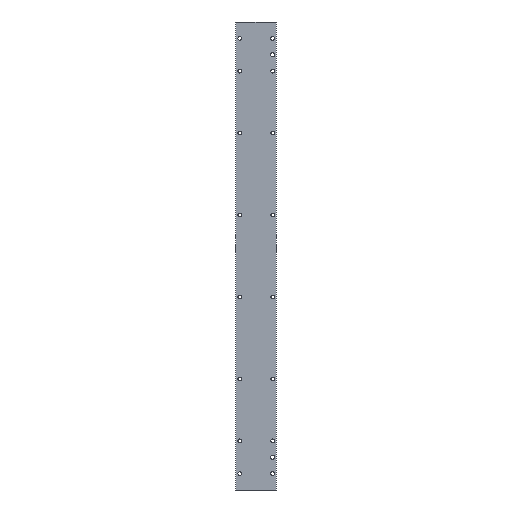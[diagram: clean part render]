
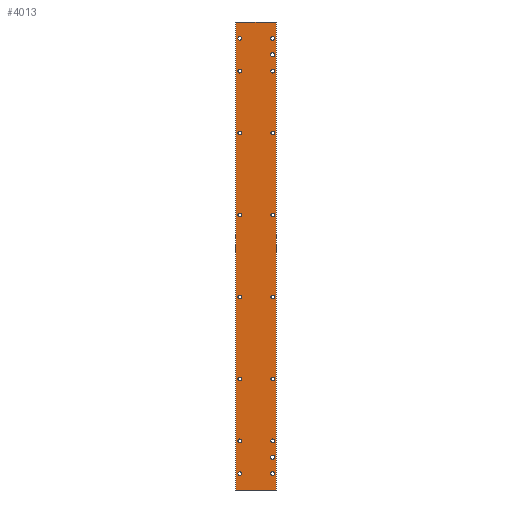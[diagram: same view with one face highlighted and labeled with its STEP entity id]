
A CAD part, left-side view. The second image highlights one B-rep face of the part: STEP entity #4013.
In plain terms, the highlighted planar face has unit normal (-1, 0, 0).
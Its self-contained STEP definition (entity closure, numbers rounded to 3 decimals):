
#109=CIRCLE('',#4330,2.25);
#110=CIRCLE('',#4331,2.25);
#111=CIRCLE('',#4332,2.25);
#112=CIRCLE('',#4333,2.25);
#113=CIRCLE('',#4334,2.25);
#114=CIRCLE('',#4335,2.25);
#115=CIRCLE('',#4336,2.25);
#116=CIRCLE('',#4337,2.25);
#117=CIRCLE('',#4338,2.25);
#118=CIRCLE('',#4339,2.25);
#119=CIRCLE('',#4340,2.25);
#120=CIRCLE('',#4341,2.25);
#121=CIRCLE('',#4342,2.25);
#122=CIRCLE('',#4343,2.25);
#123=CIRCLE('',#4344,2.25);
#124=CIRCLE('',#4345,2.25);
#125=CIRCLE('',#4346,2.5);
#126=CIRCLE('',#4347,2.5);
#822=ORIENTED_EDGE('',*,*,#1884,.T.);
#823=ORIENTED_EDGE('',*,*,#1885,.T.);
#824=ORIENTED_EDGE('',*,*,#1886,.T.);
#825=ORIENTED_EDGE('',*,*,#1887,.T.);
#826=ORIENTED_EDGE('',*,*,#1888,.F.);
#827=ORIENTED_EDGE('',*,*,#1889,.F.);
#828=ORIENTED_EDGE('',*,*,#1890,.T.);
#829=ORIENTED_EDGE('',*,*,#1891,.T.);
#830=ORIENTED_EDGE('',*,*,#1892,.T.);
#831=ORIENTED_EDGE('',*,*,#1893,.T.);
#832=ORIENTED_EDGE('',*,*,#1894,.T.);
#833=ORIENTED_EDGE('',*,*,#1895,.T.);
#834=ORIENTED_EDGE('',*,*,#1896,.T.);
#835=ORIENTED_EDGE('',*,*,#1897,.T.);
#836=ORIENTED_EDGE('',*,*,#1898,.T.);
#837=ORIENTED_EDGE('',*,*,#1899,.T.);
#838=ORIENTED_EDGE('',*,*,#1900,.T.);
#839=ORIENTED_EDGE('',*,*,#1901,.T.);
#840=ORIENTED_EDGE('',*,*,#1902,.T.);
#841=ORIENTED_EDGE('',*,*,#1903,.F.);
#842=ORIENTED_EDGE('',*,*,#1904,.F.);
#843=ORIENTED_EDGE('',*,*,#1882,.T.);
#1882=EDGE_CURVE('',#2359,#2358,#2754,.T.);
#1884=EDGE_CURVE('',#2360,#2360,#109,.T.);
#1885=EDGE_CURVE('',#2361,#2361,#110,.T.);
#1886=EDGE_CURVE('',#2362,#2362,#111,.T.);
#1887=EDGE_CURVE('',#2363,#2363,#112,.T.);
#1888=EDGE_CURVE('',#2364,#2364,#113,.T.);
#1889=EDGE_CURVE('',#2365,#2365,#114,.T.);
#1890=EDGE_CURVE('',#2366,#2366,#115,.T.);
#1891=EDGE_CURVE('',#2367,#2367,#116,.T.);
#1892=EDGE_CURVE('',#2368,#2368,#117,.T.);
#1893=EDGE_CURVE('',#2369,#2369,#118,.T.);
#1894=EDGE_CURVE('',#2370,#2370,#119,.T.);
#1895=EDGE_CURVE('',#2371,#2371,#120,.T.);
#1896=EDGE_CURVE('',#2372,#2372,#121,.T.);
#1897=EDGE_CURVE('',#2373,#2373,#122,.T.);
#1898=EDGE_CURVE('',#2374,#2374,#123,.T.);
#1899=EDGE_CURVE('',#2375,#2375,#124,.T.);
#1900=EDGE_CURVE('',#2376,#2376,#125,.T.);
#1901=EDGE_CURVE('',#2377,#2377,#126,.T.);
#1902=EDGE_CURVE('',#2358,#2378,#2755,.T.);
#1903=EDGE_CURVE('',#2379,#2378,#2756,.T.);
#1904=EDGE_CURVE('',#2359,#2379,#2757,.T.);
#2358=VERTEX_POINT('',#6589);
#2359=VERTEX_POINT('',#6591);
#2360=VERTEX_POINT('',#6595);
#2361=VERTEX_POINT('',#6597);
#2362=VERTEX_POINT('',#6599);
#2363=VERTEX_POINT('',#6601);
#2364=VERTEX_POINT('',#6603);
#2365=VERTEX_POINT('',#6605);
#2366=VERTEX_POINT('',#6607);
#2367=VERTEX_POINT('',#6609);
#2368=VERTEX_POINT('',#6611);
#2369=VERTEX_POINT('',#6613);
#2370=VERTEX_POINT('',#6615);
#2371=VERTEX_POINT('',#6617);
#2372=VERTEX_POINT('',#6619);
#2373=VERTEX_POINT('',#6621);
#2374=VERTEX_POINT('',#6623);
#2375=VERTEX_POINT('',#6625);
#2376=VERTEX_POINT('',#6627);
#2377=VERTEX_POINT('',#6629);
#2378=VERTEX_POINT('',#6631);
#2379=VERTEX_POINT('',#6633);
#2754=LINE('',#6590,#3106);
#2755=LINE('',#6630,#3107);
#2756=LINE('',#6632,#3108);
#2757=LINE('',#6634,#3109);
#3106=VECTOR('',#5207,1000.);
#3107=VECTOR('',#5248,1000.);
#3108=VECTOR('',#5249,1000.);
#3109=VECTOR('',#5250,1000.);
#3311=EDGE_LOOP('',(#822));
#3312=EDGE_LOOP('',(#823));
#3313=EDGE_LOOP('',(#824));
#3314=EDGE_LOOP('',(#825));
#3315=EDGE_LOOP('',(#826));
#3316=EDGE_LOOP('',(#827));
#3317=EDGE_LOOP('',(#828));
#3318=EDGE_LOOP('',(#829));
#3319=EDGE_LOOP('',(#830));
#3320=EDGE_LOOP('',(#831));
#3321=EDGE_LOOP('',(#832));
#3322=EDGE_LOOP('',(#833));
#3323=EDGE_LOOP('',(#834));
#3324=EDGE_LOOP('',(#835));
#3325=EDGE_LOOP('',(#836));
#3326=EDGE_LOOP('',(#837));
#3327=EDGE_LOOP('',(#838));
#3328=EDGE_LOOP('',(#839));
#3329=EDGE_LOOP('',(#840,#841,#842,#843));
#3593=FACE_BOUND('',#3311,.T.);
#3594=FACE_BOUND('',#3312,.T.);
#3595=FACE_BOUND('',#3313,.T.);
#3596=FACE_BOUND('',#3314,.T.);
#3597=FACE_BOUND('',#3315,.T.);
#3598=FACE_BOUND('',#3316,.T.);
#3599=FACE_BOUND('',#3317,.T.);
#3600=FACE_BOUND('',#3318,.T.);
#3601=FACE_BOUND('',#3319,.T.);
#3602=FACE_BOUND('',#3320,.T.);
#3603=FACE_BOUND('',#3321,.T.);
#3604=FACE_BOUND('',#3322,.T.);
#3605=FACE_BOUND('',#3323,.T.);
#3606=FACE_BOUND('',#3324,.T.);
#3607=FACE_BOUND('',#3325,.T.);
#3608=FACE_BOUND('',#3326,.T.);
#3609=FACE_BOUND('',#3327,.T.);
#3610=FACE_BOUND('',#3328,.T.);
#3611=FACE_BOUND('',#3329,.T.);
#3854=PLANE('',#4329);
#4013=ADVANCED_FACE('',(#3593,#3594,#3595,#3596,#3597,#3598,#3599,#3600,
#3601,#3602,#3603,#3604,#3605,#3606,#3607,#3608,#3609,#3610,#3611),#3854,
 .F.);
#4329=AXIS2_PLACEMENT_3D('',#6593,#5210,#5211);
#4330=AXIS2_PLACEMENT_3D('',#6594,#5212,#5213);
#4331=AXIS2_PLACEMENT_3D('',#6596,#5214,#5215);
#4332=AXIS2_PLACEMENT_3D('',#6598,#5216,#5217);
#4333=AXIS2_PLACEMENT_3D('',#6600,#5218,#5219);
#4334=AXIS2_PLACEMENT_3D('',#6602,#5220,#5221);
#4335=AXIS2_PLACEMENT_3D('',#6604,#5222,#5223);
#4336=AXIS2_PLACEMENT_3D('',#6606,#5224,#5225);
#4337=AXIS2_PLACEMENT_3D('',#6608,#5226,#5227);
#4338=AXIS2_PLACEMENT_3D('',#6610,#5228,#5229);
#4339=AXIS2_PLACEMENT_3D('',#6612,#5230,#5231);
#4340=AXIS2_PLACEMENT_3D('',#6614,#5232,#5233);
#4341=AXIS2_PLACEMENT_3D('',#6616,#5234,#5235);
#4342=AXIS2_PLACEMENT_3D('',#6618,#5236,#5237);
#4343=AXIS2_PLACEMENT_3D('',#6620,#5238,#5239);
#4344=AXIS2_PLACEMENT_3D('',#6622,#5240,#5241);
#4345=AXIS2_PLACEMENT_3D('',#6624,#5242,#5243);
#4346=AXIS2_PLACEMENT_3D('',#6626,#5244,#5245);
#4347=AXIS2_PLACEMENT_3D('',#6628,#5246,#5247);
#5207=DIRECTION('',(0.,0.,1.));
#5210=DIRECTION('',(1.,0.,0.));
#5211=DIRECTION('',(0.,0.,-1.));
#5212=DIRECTION('',(1.,0.,0.));
#5213=DIRECTION('',(0.,0.,-1.));
#5214=DIRECTION('',(1.,0.,0.));
#5215=DIRECTION('',(0.,0.,-1.));
#5216=DIRECTION('',(1.,0.,0.));
#5217=DIRECTION('',(0.,0.,-1.));
#5218=DIRECTION('',(1.,0.,0.));
#5219=DIRECTION('',(0.,0.,-1.));
#5220=DIRECTION('',(-1.,0.,0.));
#5221=DIRECTION('',(0.,0.,1.));
#5222=DIRECTION('',(-1.,0.,0.));
#5223=DIRECTION('',(0.,0.,1.));
#5224=DIRECTION('',(1.,0.,0.));
#5225=DIRECTION('',(0.,0.,-1.));
#5226=DIRECTION('',(1.,0.,0.));
#5227=DIRECTION('',(0.,0.,-1.));
#5228=DIRECTION('',(1.,0.,0.));
#5229=DIRECTION('',(0.,0.,-1.));
#5230=DIRECTION('',(1.,0.,0.));
#5231=DIRECTION('',(0.,0.,-1.));
#5232=DIRECTION('',(1.,0.,0.));
#5233=DIRECTION('',(0.,0.,-1.));
#5234=DIRECTION('',(1.,0.,0.));
#5235=DIRECTION('',(0.,0.,-1.));
#5236=DIRECTION('',(1.,0.,0.));
#5237=DIRECTION('',(0.,0.,-1.));
#5238=DIRECTION('',(1.,0.,0.));
#5239=DIRECTION('',(0.,0.,-1.));
#5240=DIRECTION('',(1.,0.,0.));
#5241=DIRECTION('',(0.,0.,-1.));
#5242=DIRECTION('',(1.,0.,0.));
#5243=DIRECTION('',(0.,0.,-1.));
#5244=DIRECTION('',(1.,0.,0.));
#5245=DIRECTION('',(0.,0.,-1.));
#5246=DIRECTION('',(1.,0.,0.));
#5247=DIRECTION('',(0.,0.,-1.));
#5248=DIRECTION('',(0.,1.,0.));
#5249=DIRECTION('',(0.,0.,1.));
#5250=DIRECTION('',(0.,1.,0.));
#6589=CARTESIAN_POINT('',(0.,0.2,285.5));
#6590=CARTESIAN_POINT('',(0.,0.2,-285.5));
#6591=CARTESIAN_POINT('',(0.,0.2,-285.5));
#6593=CARTESIAN_POINT('',(0.,0.2,-285.5));
#6594=CARTESIAN_POINT('',(0.,4.75,50.));
#6595=CARTESIAN_POINT('',(0.,4.75,47.75));
#6596=CARTESIAN_POINT('',(0.,4.75,-50.));
#6597=CARTESIAN_POINT('',(0.,4.75,-52.25));
#6598=CARTESIAN_POINT('',(0.,4.75,150.));
#6599=CARTESIAN_POINT('',(0.,4.75,147.75));
#6600=CARTESIAN_POINT('',(0.,4.75,-150.));
#6601=CARTESIAN_POINT('',(0.,4.75,-152.25));
#6602=CARTESIAN_POINT('',(0.,4.75,265.5));
#6603=CARTESIAN_POINT('',(0.,4.75,267.75));
#6604=CARTESIAN_POINT('',(0.,4.75,225.5));
#6605=CARTESIAN_POINT('',(0.,4.75,227.75));
#6606=CARTESIAN_POINT('',(0.,4.75,-225.5));
#6607=CARTESIAN_POINT('',(0.,4.75,-227.75));
#6608=CARTESIAN_POINT('',(0.,4.75,-265.5));
#6609=CARTESIAN_POINT('',(0.,4.75,-267.75));
#6610=CARTESIAN_POINT('',(0.,44.75,50.));
#6611=CARTESIAN_POINT('',(0.,44.75,47.75));
#6612=CARTESIAN_POINT('',(0.,44.75,-50.));
#6613=CARTESIAN_POINT('',(0.,44.75,-52.25));
#6614=CARTESIAN_POINT('',(0.,44.75,150.));
#6615=CARTESIAN_POINT('',(0.,44.75,147.75));
#6616=CARTESIAN_POINT('',(0.,44.75,-150.));
#6617=CARTESIAN_POINT('',(0.,44.75,-152.25));
#6618=CARTESIAN_POINT('',(0.,44.75,225.5));
#6619=CARTESIAN_POINT('',(0.,44.75,223.25));
#6620=CARTESIAN_POINT('',(0.,44.75,265.5));
#6621=CARTESIAN_POINT('',(0.,44.75,263.25));
#6622=CARTESIAN_POINT('',(0.,44.75,-225.5));
#6623=CARTESIAN_POINT('',(0.,44.75,-227.75));
#6624=CARTESIAN_POINT('',(0.,44.75,-265.5));
#6625=CARTESIAN_POINT('',(0.,44.75,-267.75));
#6626=CARTESIAN_POINT('',(0.,4.75,245.5));
#6627=CARTESIAN_POINT('',(0.,4.75,243.));
#6628=CARTESIAN_POINT('',(0.,4.75,-245.5));
#6629=CARTESIAN_POINT('',(0.,4.75,-248.));
#6630=CARTESIAN_POINT('',(0.,0.2,285.5));
#6631=CARTESIAN_POINT('',(0.,49.8,285.5));
#6632=CARTESIAN_POINT('',(0.,49.8,-285.5));
#6633=CARTESIAN_POINT('',(0.,49.8,-285.5));
#6634=CARTESIAN_POINT('',(0.,0.2,-285.5));
